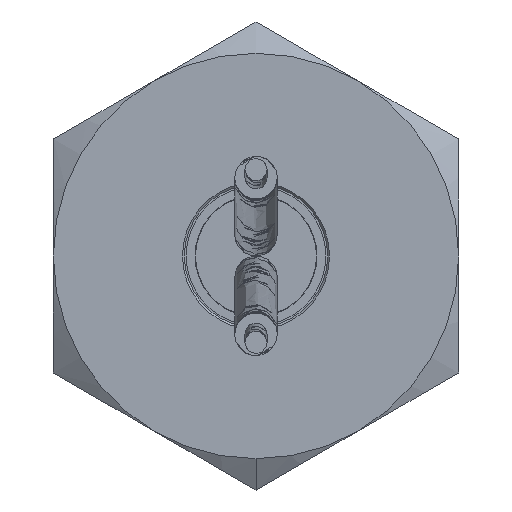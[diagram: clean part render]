
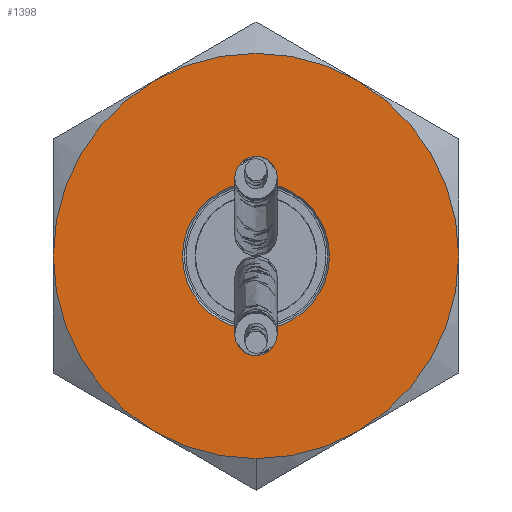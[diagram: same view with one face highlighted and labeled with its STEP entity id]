
A CAD part, left-side view. The second image highlights one B-rep face of the part: STEP entity #1398.
In plain terms, the highlighted planar face has unit normal (-1, 0, 0).
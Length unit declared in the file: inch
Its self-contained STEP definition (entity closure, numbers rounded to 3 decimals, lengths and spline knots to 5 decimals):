
#23 = DIRECTION ( 'NONE',  ( 0., 0., -1. ) ) ;
#30 = EDGE_CURVE ( 'NONE', #1939, #2824, #2436, .T. ) ;
#35 = CARTESIAN_POINT ( 'NONE',  ( 0.471, 0., 0. ) ) ;
#130 = CIRCLE ( 'NONE', #179, 0.21775 ) ;
#137 = ORIENTED_EDGE ( 'NONE', *, *, #2127, .F. ) ;
#163 = CIRCLE ( 'NONE', #1550, 0.21775 ) ;
#179 = AXIS2_PLACEMENT_3D ( 'NONE', #1613, #995, #1626 ) ;
#325 = CARTESIAN_POINT ( 'NONE',  ( 0.471, 0., 0. ) ) ;
#402 = CARTESIAN_POINT ( 'NONE',  ( 0.471, 0., -0.079 ) ) ;
#456 = FACE_OUTER_BOUND ( 'NONE', #1922, .T. ) ;
#473 = CIRCLE ( 'NONE', #1272, 0.21775 ) ;
#474 = ORIENTED_EDGE ( 'NONE', *, *, #1079, .F. ) ;
#484 = DIRECTION ( 'NONE',  ( 0., 0., -1. ) ) ;
#527 = CIRCLE ( 'NONE', #2386, 0.079 ) ;
#585 = VERTEX_POINT ( 'NONE', #996 ) ;
#591 = AXIS2_PLACEMENT_3D ( 'NONE', #1297, #2412, #1241 ) ;
#596 = ORIENTED_EDGE ( 'NONE', *, *, #783, .F. ) ;
#668 = DIRECTION ( 'NONE',  ( 1., 0., 0. ) ) ;
#783 = EDGE_CURVE ( 'NONE', #1019, #2278, #2291, .T. ) ;
#833 = CARTESIAN_POINT ( 'NONE',  ( 0.471, 0., 0. ) ) ;
#901 = EDGE_CURVE ( 'NONE', #1231, #2721, #473, .T. ) ;
#966 = CARTESIAN_POINT ( 'NONE',  ( 0.471, 0., 0. ) ) ;
#983 = CARTESIAN_POINT ( 'NONE',  ( 0.471, -0.10888, 0.18858 ) ) ;
#995 = DIRECTION ( 'NONE',  ( 1., 0., 0. ) ) ;
#996 = CARTESIAN_POINT ( 'NONE',  ( 0.471, -0.21775, 0. ) ) ;
#1016 = CARTESIAN_POINT ( 'NONE',  ( 0.471, 0.21775, 0. ) ) ;
#1017 = CARTESIAN_POINT ( 'NONE',  ( 0.471, 0., -0.21775 ) ) ;
#1019 = VERTEX_POINT ( 'NONE', #2855 ) ;
#1044 = ORIENTED_EDGE ( 'NONE', *, *, #1525, .T. ) ;
#1057 = CARTESIAN_POINT ( 'NONE',  ( 0.471, -0.10888, -0.18858 ) ) ;
#1079 = EDGE_CURVE ( 'NONE', #585, #1576, #2531, .T. ) ;
#1099 = DIRECTION ( 'NONE',  ( 0., 0., -1. ) ) ;
#1171 = DIRECTION ( 'NONE',  ( 1., 0., 0. ) ) ;
#1179 = ORIENTED_EDGE ( 'NONE', *, *, #30, .T. ) ;
#1231 = VERTEX_POINT ( 'NONE', #1652 ) ;
#1237 = AXIS2_PLACEMENT_3D ( 'NONE', #325, #1171, #1437 ) ;
#1241 = DIRECTION ( 'NONE',  ( 0., 0., -1. ) ) ;
#1272 = AXIS2_PLACEMENT_3D ( 'NONE', #966, #1377, #1858 ) ;
#1297 = CARTESIAN_POINT ( 'NONE',  ( 0.471, 0., 0. ) ) ;
#1310 = DIRECTION ( 'NONE',  ( 1., 0., 0. ) ) ;
#1345 = DIRECTION ( 'NONE',  ( 0., 0., -1. ) ) ;
#1377 = DIRECTION ( 'NONE',  ( 1., 0., 0. ) ) ;
#1398 = ADVANCED_FACE ( 'NONE', ( #2703, #456 ), #2465, .F. ) ;
#1437 = DIRECTION ( 'NONE',  ( 0., 0., -1. ) ) ;
#1454 = AXIS2_PLACEMENT_3D ( 'NONE', #35, #1588, #484 ) ;
#1483 = DIRECTION ( 'NONE',  ( 0., 0., 1. ) ) ;
#1499 = ORIENTED_EDGE ( 'NONE', *, *, #2686, .F. ) ;
#1516 = CIRCLE ( 'NONE', #591, 0.21775 ) ;
#1525 = EDGE_CURVE ( 'NONE', #2824, #1939, #527, .T. ) ;
#1550 = AXIS2_PLACEMENT_3D ( 'NONE', #1584, #668, #1099 ) ;
#1576 = VERTEX_POINT ( 'NONE', #1057 ) ;
#1584 = CARTESIAN_POINT ( 'NONE',  ( 0.471, 0., 0. ) ) ;
#1588 = DIRECTION ( 'NONE',  ( 1., 0., 0. ) ) ;
#1613 = CARTESIAN_POINT ( 'NONE',  ( 0.471, 0., 0. ) ) ;
#1626 = DIRECTION ( 'NONE',  ( 0., 0., -1. ) ) ;
#1649 = AXIS2_PLACEMENT_3D ( 'NONE', #2205, #1811, #1345 ) ;
#1652 = CARTESIAN_POINT ( 'NONE',  ( 0.471, 0.10888, -0.18858 ) ) ;
#1676 = CARTESIAN_POINT ( 'NONE',  ( 0.471, 0., 0. ) ) ;
#1753 = ORIENTED_EDGE ( 'NONE', *, *, #2602, .F. ) ;
#1810 = VERTEX_POINT ( 'NONE', #1017 ) ;
#1811 = DIRECTION ( 'NONE',  ( 1., 0., 0. ) ) ;
#1858 = DIRECTION ( 'NONE',  ( 0., 0., -1. ) ) ;
#1886 = EDGE_LOOP ( 'NONE', ( #1044, #1179 ) ) ;
#1906 = ORIENTED_EDGE ( 'NONE', *, *, #901, .F. ) ;
#1922 = EDGE_LOOP ( 'NONE', ( #1906, #1499, #137, #474, #2393, #596, #1753 ) ) ;
#1939 = VERTEX_POINT ( 'NONE', #402 ) ;
#2105 = AXIS2_PLACEMENT_3D ( 'NONE', #2411, #1310, #23 ) ;
#2127 = EDGE_CURVE ( 'NONE', #1576, #1810, #163, .T. ) ;
#2172 = CIRCLE ( 'NONE', #1237, 0.21775 ) ;
#2187 = CARTESIAN_POINT ( 'NONE',  ( 0.471, 0., 0.079 ) ) ;
#2205 = CARTESIAN_POINT ( 'NONE',  ( 0.471, 0., 0. ) ) ;
#2278 = VERTEX_POINT ( 'NONE', #983 ) ;
#2291 = CIRCLE ( 'NONE', #1649, 0.21775 ) ;
#2294 = AXIS2_PLACEMENT_3D ( 'NONE', #833, #2570, #2795 ) ;
#2386 = AXIS2_PLACEMENT_3D ( 'NONE', #1676, #2568, #1483 ) ;
#2393 = ORIENTED_EDGE ( 'NONE', *, *, #2786, .F. ) ;
#2411 = CARTESIAN_POINT ( 'NONE',  ( 0.471, 0., 0. ) ) ;
#2412 = DIRECTION ( 'NONE',  ( 1., 0., 0. ) ) ;
#2436 = CIRCLE ( 'NONE', #2294, 0.079 ) ;
#2465 = PLANE ( 'NONE',  #1454 ) ;
#2531 = CIRCLE ( 'NONE', #2105, 0.21775 ) ;
#2568 = DIRECTION ( 'NONE',  ( 1., 0., 0. ) ) ;
#2570 = DIRECTION ( 'NONE',  ( 1., 0., 0. ) ) ;
#2602 = EDGE_CURVE ( 'NONE', #2721, #1019, #130, .T. ) ;
#2686 = EDGE_CURVE ( 'NONE', #1810, #1231, #2172, .T. ) ;
#2703 = FACE_BOUND ( 'NONE', #1886, .T. ) ;
#2721 = VERTEX_POINT ( 'NONE', #1016 ) ;
#2786 = EDGE_CURVE ( 'NONE', #2278, #585, #1516, .T. ) ;
#2795 = DIRECTION ( 'NONE',  ( 0., 0., 1. ) ) ;
#2824 = VERTEX_POINT ( 'NONE', #2187 ) ;
#2855 = CARTESIAN_POINT ( 'NONE',  ( 0.471, 0.10888, 0.18858 ) ) ;
